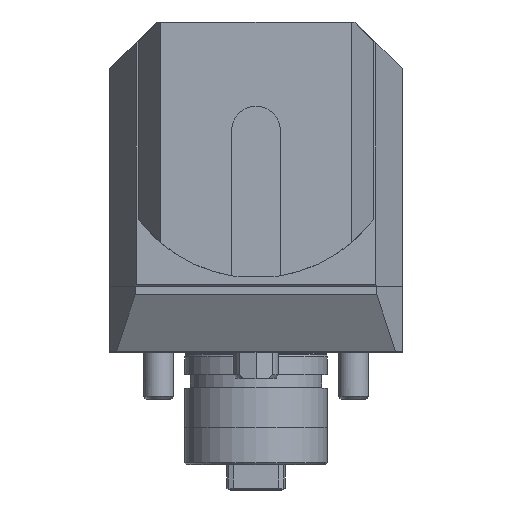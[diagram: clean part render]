
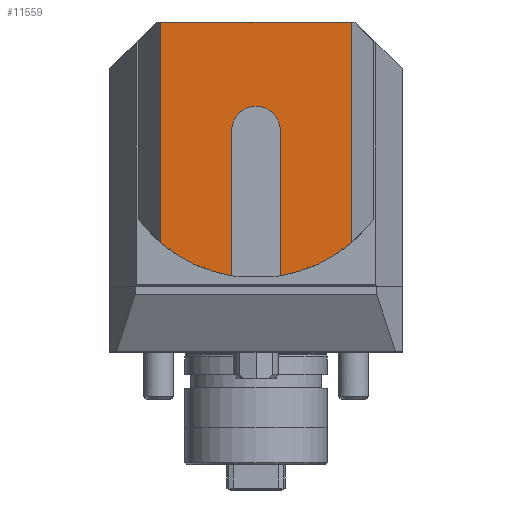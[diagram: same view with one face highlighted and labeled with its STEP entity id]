
A CAD part, top view. The second image highlights one B-rep face of the part: STEP entity #11559.
In plain terms, the highlighted planar face has unit normal (0, 0, 1).
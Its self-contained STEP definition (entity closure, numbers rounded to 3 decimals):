
#457 = LINE ( 'NONE', #7845, #16643 ) ;
#677 = DIRECTION ( 'NONE',  ( 0., 1., 0. ) ) ;
#705 = AXIS2_PLACEMENT_3D ( 'NONE', #1343, #16102, #21470 ) ;
#735 = VERTEX_POINT ( 'NONE', #23051 ) ;
#793 = DIRECTION ( 'NONE',  ( 0., -1., 0. ) ) ;
#1343 = CARTESIAN_POINT ( 'NONE',  ( 0.596, 52., 96.5 ) ) ;
#1426 = ORIENTED_EDGE ( 'NONE', *, *, #16240, .T. ) ;
#1597 = VERTEX_POINT ( 'NONE', #10571 ) ;
#2488 = CARTESIAN_POINT ( 'NONE',  ( -5.904, 13.292, 96.5 ) ) ;
#2494 = VERTEX_POINT ( 'NONE', #16248 ) ;
#2586 = CARTESIAN_POINT ( 'NONE',  ( 0.596, 52., 96.5 ) ) ;
#2813 = VECTOR ( 'NONE', #3872, 1000. ) ;
#3355 = VERTEX_POINT ( 'NONE', #11204 ) ;
#3872 = DIRECTION ( 'NONE',  ( 0., -1., 0. ) ) ;
#4288 = DIRECTION ( 'NONE',  ( 0., 0., 1. ) ) ;
#4416 = PLANE ( 'NONE',  #23380 ) ;
#4612 = EDGE_CURVE ( 'NONE', #1597, #2494, #7172, .T. ) ;
#5056 = EDGE_LOOP ( 'NONE', ( #23857, #1426, #21589, #12963, #17826, #14946, #11890, #23161 ) ) ;
#5156 = VERTEX_POINT ( 'NONE', #13384 ) ;
#6012 = EDGE_CURVE ( 'NONE', #2494, #21633, #13150, .T. ) ;
#6444 = EDGE_CURVE ( 'NONE', #15579, #3355, #23750, .T. ) ;
#6754 = CIRCLE ( 'NONE', #16513, 39.25 ) ;
#7172 = CIRCLE ( 'NONE', #15401, 6.5 ) ;
#7800 = LINE ( 'NONE', #15284, #14873 ) ;
#7845 = CARTESIAN_POINT ( 'NONE',  ( 0.596, 81., 96.5 ) ) ;
#8188 = VERTEX_POINT ( 'NONE', #13720 ) ;
#9208 = LINE ( 'NONE', #18671, #18420 ) ;
#10018 = DIRECTION ( 'NONE',  ( 0., 0., 1. ) ) ;
#10571 = CARTESIAN_POINT ( 'NONE',  ( 7.096, 52., 96.5 ) ) ;
#11204 = CARTESIAN_POINT ( 'NONE',  ( 26.072, 81., 96.5 ) ) ;
#11559 = ADVANCED_FACE ( 'Defeature completata1_173', ( #21173 ), #4416, .T. ) ;
#11604 = CARTESIAN_POINT ( 'NONE',  ( 0.596, 52., 96.5 ) ) ;
#11703 = CARTESIAN_POINT ( 'NONE',  ( 26.072, 22.142, 96.5 ) ) ;
#11890 = ORIENTED_EDGE ( 'NONE', *, *, #14810, .F. ) ;
#11973 = CIRCLE ( 'NONE', #705, 39.25 ) ;
#12016 = DIRECTION ( 'NONE',  ( 0., 1., 0. ) ) ;
#12963 = ORIENTED_EDGE ( 'NONE', *, *, #14368, .T. ) ;
#13090 = CARTESIAN_POINT ( 'NONE',  ( 0.596, 52., 96.5 ) ) ;
#13150 = LINE ( 'NONE', #19930, #2813 ) ;
#13384 = CARTESIAN_POINT ( 'NONE',  ( -24.881, 81., 96.5 ) ) ;
#13720 = CARTESIAN_POINT ( 'NONE',  ( 7.096, 13.292, 96.5 ) ) ;
#14339 = CARTESIAN_POINT ( 'NONE',  ( 26.072, 52., 96.5 ) ) ;
#14368 = EDGE_CURVE ( 'NONE', #735, #21633, #6754, .T. ) ;
#14810 = EDGE_CURVE ( 'NONE', #8188, #1597, #7800, .T. ) ;
#14873 = VECTOR ( 'NONE', #677, 1000. ) ;
#14934 = DIRECTION ( 'NONE',  ( 0., -1., 0. ) ) ;
#14946 = ORIENTED_EDGE ( 'NONE', *, *, #4612, .F. ) ;
#15284 = CARTESIAN_POINT ( 'NONE',  ( 7.096, 52., 96.5 ) ) ;
#15401 = AXIS2_PLACEMENT_3D ( 'NONE', #13090, #22033, #14934 ) ;
#15574 = DIRECTION ( 'NONE',  ( -1., 0., 0. ) ) ;
#15579 = VERTEX_POINT ( 'NONE', #11703 ) ;
#15962 = EDGE_CURVE ( 'NONE', #8188, #15579, #11973, .T. ) ;
#16102 = DIRECTION ( 'NONE',  ( 0., 0., 1. ) ) ;
#16240 = EDGE_CURVE ( 'NONE', #3355, #5156, #457, .T. ) ;
#16248 = CARTESIAN_POINT ( 'NONE',  ( -5.904, 52., 96.5 ) ) ;
#16513 = AXIS2_PLACEMENT_3D ( 'NONE', #11604, #4288, #21053 ) ;
#16643 = VECTOR ( 'NONE', #15574, 1000. ) ;
#17826 = ORIENTED_EDGE ( 'NONE', *, *, #6012, .F. ) ;
#18420 = VECTOR ( 'NONE', #23921, 1000. ) ;
#18477 = VECTOR ( 'NONE', #12016, 1000. ) ;
#18671 = CARTESIAN_POINT ( 'NONE',  ( -24.881, 52., 96.5 ) ) ;
#19930 = CARTESIAN_POINT ( 'NONE',  ( -5.904, 52., 96.5 ) ) ;
#21053 = DIRECTION ( 'NONE',  ( 0., -1., 0. ) ) ;
#21173 = FACE_OUTER_BOUND ( 'NONE', #5056, .T. ) ;
#21306 = EDGE_CURVE ( 'NONE', #5156, #735, #9208, .T. ) ;
#21470 = DIRECTION ( 'NONE',  ( 0., -1., 0. ) ) ;
#21589 = ORIENTED_EDGE ( 'NONE', *, *, #21306, .T. ) ;
#21633 = VERTEX_POINT ( 'NONE', #2488 ) ;
#22033 = DIRECTION ( 'NONE',  ( 0., 0., 1. ) ) ;
#23051 = CARTESIAN_POINT ( 'NONE',  ( -24.881, 22.142, 96.5 ) ) ;
#23161 = ORIENTED_EDGE ( 'NONE', *, *, #15962, .T. ) ;
#23380 = AXIS2_PLACEMENT_3D ( 'NONE', #2586, #10018, #793 ) ;
#23750 = LINE ( 'NONE', #14339, #18477 ) ;
#23857 = ORIENTED_EDGE ( 'NONE', *, *, #6444, .T. ) ;
#23921 = DIRECTION ( 'NONE',  ( 0., -1., 0. ) ) ;
